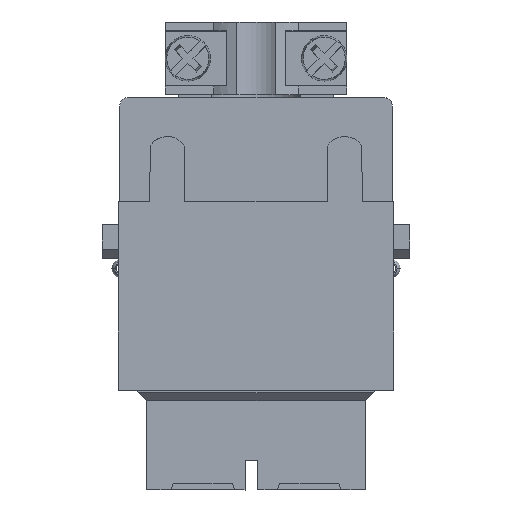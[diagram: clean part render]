
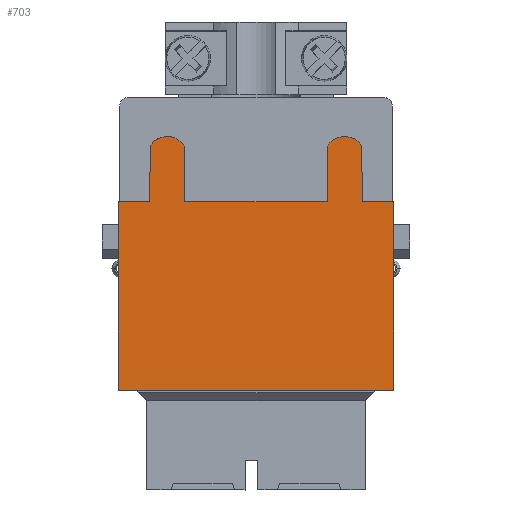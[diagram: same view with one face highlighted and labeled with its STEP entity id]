
A CAD part, left-side view. The second image highlights one B-rep face of the part: STEP entity #703.
In plain terms, the highlighted planar face has unit normal (-1, 0, 0).
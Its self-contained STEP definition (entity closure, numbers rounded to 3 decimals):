
#560=AXIS2_PLACEMENT_3D('Plane Axis2P3D',#557,#558,#559) ;
#470=CARTESIAN_POINT('Vertex',(0.,1.775,11.)) ;
#473=CARTESIAN_POINT('Line Origine',(0.,16.925,11.)) ;
#477=CARTESIAN_POINT('Vertex',(0.,32.075,11.)) ;
#557=CARTESIAN_POINT('Axis2P3D Location',(0.,31.925,12.7)) ;
#562=CARTESIAN_POINT('Line Origine',(0.,16.925,31.7)) ;
#566=CARTESIAN_POINT('Vertex',(0.,24.775,31.7)) ;
#568=CARTESIAN_POINT('Vertex',(0.,9.075,31.7)) ;
#571=CARTESIAN_POINT('Line Origine',(0.,24.775,34.755)) ;
#575=CARTESIAN_POINT('Vertex',(0.,24.775,37.809)) ;
#579=CARTESIAN_POINT('Control Point',(0.,24.775,37.809)) ;
#580=CARTESIAN_POINT('Control Point',(0.,24.885,37.997)) ;
#581=CARTESIAN_POINT('Control Point',(0.,25.018,38.172)) ;
#582=CARTESIAN_POINT('Control Point',(0.,25.172,38.329)) ;
#583=CARTESIAN_POINT('Control Point',(0.,25.517,38.602)) ;
#584=CARTESIAN_POINT('Control Point',(0.,25.917,38.783)) ;
#585=CARTESIAN_POINT('Control Point',(0.,26.128,38.848)) ;
#586=CARTESIAN_POINT('Control Point',(0.,26.366,38.89)) ;
#587=CARTESIAN_POINT('Control Point',(0.,26.607,38.899)) ;
#588=CARTESIAN_POINT('Control Point',(0.,26.63,38.9)) ;
#589=CARTESIAN_POINT('Control Point',(0.,26.652,38.9)) ;
#590=CARTESIAN_POINT('Control Point',(0.,26.675,38.9)) ;
#591=CARTESIAN_POINT('Vertex',(0.,26.675,38.9)) ;
#595=CARTESIAN_POINT('Control Point',(0.,26.675,38.9)) ;
#596=CARTESIAN_POINT('Control Point',(0.,26.87,38.9)) ;
#597=CARTESIAN_POINT('Control Point',(0.,27.066,38.878)) ;
#598=CARTESIAN_POINT('Control Point',(0.,27.258,38.835)) ;
#599=CARTESIAN_POINT('Control Point',(0.,27.651,38.699)) ;
#600=CARTESIAN_POINT('Control Point',(0.,28.002,38.475)) ;
#601=CARTESIAN_POINT('Control Point',(0.,28.172,38.335)) ;
#602=CARTESIAN_POINT('Control Point',(0.,28.337,38.159)) ;
#603=CARTESIAN_POINT('Control Point',(0.,28.476,37.964)) ;
#604=CARTESIAN_POINT('Control Point',(0.,28.488,37.946)) ;
#605=CARTESIAN_POINT('Control Point',(0.,28.5,37.928)) ;
#606=CARTESIAN_POINT('Control Point',(0.,28.512,37.91)) ;
#607=CARTESIAN_POINT('Vertex',(0.,28.512,37.91)) ;
#610=CARTESIAN_POINT('Line Origine',(0.,28.594,34.805)) ;
#614=CARTESIAN_POINT('Vertex',(0.,28.675,31.7)) ;
#617=CARTESIAN_POINT('Line Origine',(0.,30.375,31.7)) ;
#621=CARTESIAN_POINT('Vertex',(0.,32.075,31.7)) ;
#624=CARTESIAN_POINT('Line Origine',(0.,32.075,21.35)) ;
#629=CARTESIAN_POINT('Line Origine',(0.,1.775,21.35)) ;
#633=CARTESIAN_POINT('Vertex',(0.,1.775,31.7)) ;
#636=CARTESIAN_POINT('Line Origine',(0.,3.475,31.7)) ;
#640=CARTESIAN_POINT('Vertex',(0.,5.175,31.7)) ;
#643=CARTESIAN_POINT('Line Origine',(0.,5.256,34.805)) ;
#647=CARTESIAN_POINT('Vertex',(0.,5.338,37.91)) ;
#651=CARTESIAN_POINT('Control Point',(0.,5.338,37.91)) ;
#652=CARTESIAN_POINT('Control Point',(0.,5.458,38.092)) ;
#653=CARTESIAN_POINT('Control Point',(0.,5.6,38.259)) ;
#654=CARTESIAN_POINT('Control Point',(0.,5.762,38.408)) ;
#655=CARTESIAN_POINT('Control Point',(0.,6.12,38.661)) ;
#656=CARTESIAN_POINT('Control Point',(0.,6.529,38.82)) ;
#657=CARTESIAN_POINT('Control Point',(0.,6.741,38.873)) ;
#658=CARTESIAN_POINT('Control Point',(0.,6.958,38.9)) ;
#659=CARTESIAN_POINT('Control Point',(0.,7.175,38.9)) ;
#660=CARTESIAN_POINT('Vertex',(0.,7.175,38.9)) ;
#664=CARTESIAN_POINT('Control Point',(0.,7.175,38.9)) ;
#665=CARTESIAN_POINT('Control Point',(0.,7.176,38.9)) ;
#666=CARTESIAN_POINT('Control Point',(0.,7.177,38.9)) ;
#667=CARTESIAN_POINT('Control Point',(0.,7.178,38.9)) ;
#668=CARTESIAN_POINT('Control Point',(0.,7.397,38.9)) ;
#669=CARTESIAN_POINT('Control Point',(0.,7.616,38.872)) ;
#670=CARTESIAN_POINT('Control Point',(0.,7.83,38.817)) ;
#671=CARTESIAN_POINT('Control Point',(0.,8.238,38.657)) ;
#672=CARTESIAN_POINT('Control Point',(0.,8.596,38.401)) ;
#673=CARTESIAN_POINT('Control Point',(0.,8.758,38.252)) ;
#674=CARTESIAN_POINT('Control Point',(0.,8.913,38.067)) ;
#675=CARTESIAN_POINT('Control Point',(0.,9.042,37.865)) ;
#676=CARTESIAN_POINT('Control Point',(0.,9.053,37.846)) ;
#677=CARTESIAN_POINT('Control Point',(0.,9.064,37.828)) ;
#678=CARTESIAN_POINT('Control Point',(0.,9.075,37.809)) ;
#679=CARTESIAN_POINT('Vertex',(0.,9.075,37.809)) ;
#682=CARTESIAN_POINT('Line Origine',(0.,9.075,34.755)) ;
#474=DIRECTION('Vector Direction',(0.,1.,0.)) ;
#558=DIRECTION('Axis2P3D Direction',(1.,0.,0.)) ;
#559=DIRECTION('Axis2P3D XDirection',(0.,1.,0.)) ;
#563=DIRECTION('Vector Direction',(0.,-1.,0.)) ;
#572=DIRECTION('Vector Direction',(0.,0.,1.)) ;
#611=DIRECTION('Vector Direction',(0.,-0.026,1.)) ;
#618=DIRECTION('Vector Direction',(0.,1.,0.)) ;
#625=DIRECTION('Vector Direction',(0.,0.,-1.)) ;
#630=DIRECTION('Vector Direction',(0.,0.,-1.)) ;
#637=DIRECTION('Vector Direction',(0.,1.,0.)) ;
#644=DIRECTION('Vector Direction',(0.,-0.026,-1.)) ;
#683=DIRECTION('Vector Direction',(0.,0.,-1.)) ;
#475=VECTOR('Line Direction',#474,1.) ;
#564=VECTOR('Line Direction',#563,1.) ;
#573=VECTOR('Line Direction',#572,1.) ;
#612=VECTOR('Line Direction',#611,1.) ;
#619=VECTOR('Line Direction',#618,1.) ;
#626=VECTOR('Line Direction',#625,1.) ;
#631=VECTOR('Line Direction',#630,1.) ;
#638=VECTOR('Line Direction',#637,1.) ;
#645=VECTOR('Line Direction',#644,1.) ;
#684=VECTOR('Line Direction',#683,1.) ;
#688=ORIENTED_EDGE('',*,*,#570,.F.) ;
#689=ORIENTED_EDGE('',*,*,#577,.T.) ;
#690=ORIENTED_EDGE('',*,*,#593,.T.) ;
#691=ORIENTED_EDGE('',*,*,#609,.T.) ;
#692=ORIENTED_EDGE('',*,*,#616,.F.) ;
#693=ORIENTED_EDGE('',*,*,#623,.T.) ;
#694=ORIENTED_EDGE('',*,*,#628,.T.) ;
#695=ORIENTED_EDGE('',*,*,#479,.F.) ;
#696=ORIENTED_EDGE('',*,*,#635,.F.) ;
#697=ORIENTED_EDGE('',*,*,#642,.T.) ;
#698=ORIENTED_EDGE('',*,*,#649,.F.) ;
#699=ORIENTED_EDGE('',*,*,#662,.T.) ;
#700=ORIENTED_EDGE('',*,*,#681,.T.) ;
#701=ORIENTED_EDGE('',*,*,#686,.T.) ;
#703=ADVANCED_FACE('Hauptk\X2\00F6\X0\rper',(#702),#561,.F.) ;
#578=B_SPLINE_CURVE_WITH_KNOTS('',5,(#579,#580,#581,#582,#583,#584,#585,#586,#587,#588,#589,#590),.UNSPECIFIED.,.F.,.U.,(6,3,3,6),(0.,1.541,3.083,3.243),.UNSPECIFIED.) ;
#594=B_SPLINE_CURVE_WITH_KNOTS('',5,(#595,#596,#597,#598,#599,#600,#601,#602,#603,#604,#605,#606),.UNSPECIFIED.,.F.,.U.,(6,3,3,6),(3.243,4.624,6.166,6.319),.UNSPECIFIED.) ;
#650=B_SPLINE_CURVE_WITH_KNOTS('',5,(#651,#652,#653,#654,#655,#656,#657,#658,#659),.UNSPECIFIED.,.F.,.U.,(6,3,6),(0.,1.541,3.075),.UNSPECIFIED.) ;
#663=B_SPLINE_CURVE_WITH_KNOTS('',5,(#664,#665,#666,#667,#668,#669,#670,#671,#672,#673,#674,#675,#676,#677,#678),.UNSPECIFIED.,.F.,.U.,(6,3,3,3,6),(3.075,3.083,4.624,6.166,6.319),.UNSPECIFIED.) ;
#479=EDGE_CURVE('',#471,#478,#476,.T.) ;
#570=EDGE_CURVE('',#567,#569,#565,.T.) ;
#577=EDGE_CURVE('',#567,#576,#574,.T.) ;
#593=EDGE_CURVE('',#576,#592,#578,.T.) ;
#609=EDGE_CURVE('',#592,#608,#594,.T.) ;
#616=EDGE_CURVE('',#615,#608,#613,.T.) ;
#623=EDGE_CURVE('',#615,#622,#620,.T.) ;
#628=EDGE_CURVE('',#622,#478,#627,.T.) ;
#635=EDGE_CURVE('',#634,#471,#632,.T.) ;
#642=EDGE_CURVE('',#634,#641,#639,.T.) ;
#649=EDGE_CURVE('',#648,#641,#646,.T.) ;
#662=EDGE_CURVE('',#648,#661,#650,.T.) ;
#681=EDGE_CURVE('',#661,#680,#663,.T.) ;
#686=EDGE_CURVE('',#680,#569,#685,.T.) ;
#687=EDGE_LOOP('',(#688,#689,#690,#691,#692,#693,#694,#695,#696,#697,#698,#699,#700,#701)) ;
#702=FACE_OUTER_BOUND('',#687,.T.) ;
#476=LINE('Line',#473,#475) ;
#565=LINE('Line',#562,#564) ;
#574=LINE('Line',#571,#573) ;
#613=LINE('Line',#610,#612) ;
#620=LINE('Line',#617,#619) ;
#627=LINE('Line',#624,#626) ;
#632=LINE('Line',#629,#631) ;
#639=LINE('Line',#636,#638) ;
#646=LINE('Line',#643,#645) ;
#685=LINE('Line',#682,#684) ;
#561=PLANE('',#560) ;
#471=VERTEX_POINT('',#470) ;
#478=VERTEX_POINT('',#477) ;
#567=VERTEX_POINT('',#566) ;
#569=VERTEX_POINT('',#568) ;
#576=VERTEX_POINT('',#575) ;
#592=VERTEX_POINT('',#591) ;
#608=VERTEX_POINT('',#607) ;
#615=VERTEX_POINT('',#614) ;
#622=VERTEX_POINT('',#621) ;
#634=VERTEX_POINT('',#633) ;
#641=VERTEX_POINT('',#640) ;
#648=VERTEX_POINT('',#647) ;
#661=VERTEX_POINT('',#660) ;
#680=VERTEX_POINT('',#679) ;
